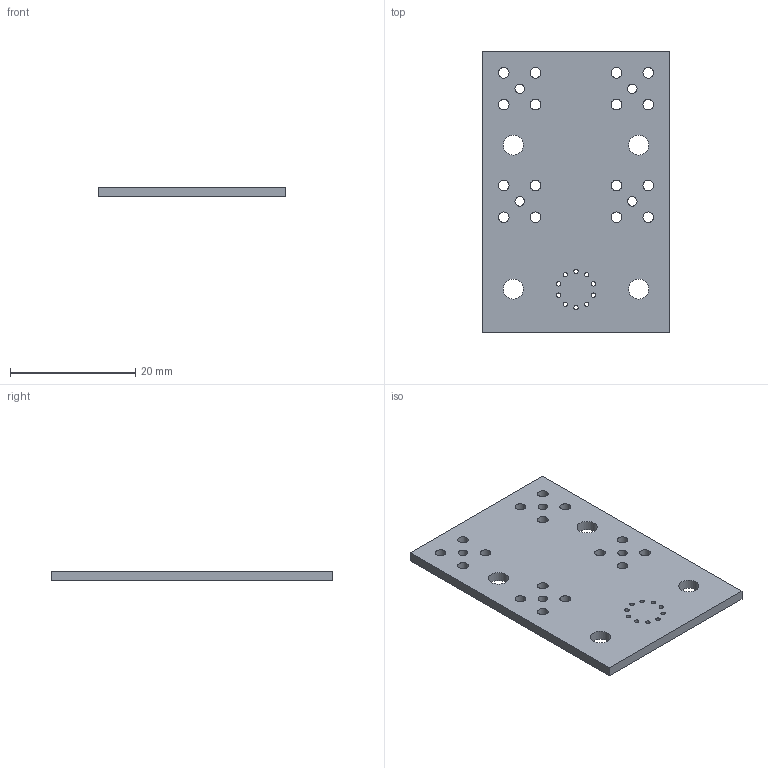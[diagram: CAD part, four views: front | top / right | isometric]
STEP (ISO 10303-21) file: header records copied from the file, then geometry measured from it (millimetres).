
FILE_DESCRIPTION(('KiCad electronic assembly'),'2;1');
FILE_NAME('QPD-A1.step','2023-04-03T13:08:21',('Pcbnew'),('Kicad'), 'Open CASCADE STEP processor 7.6','KiCad to STEP converter','Unknown' );
FILE_SCHEMA(('AUTOMOTIVE_DESIGN { 1 0 10303 214 1 1 1 1 }'));
Length unit declared in the file: millimetre
Products named in the file (2): QPD-A1 1; PCB
Assembly tree (1 placements, depth 2):
  QPD-A1 1
    PCB
Bounding box: 30 x 45 x 1.58 mm (x, y, z)
Volume: 2007.5 mm3; surface area: 3041.3 mm2
Topology: 1 solids, 1 shells, 40 faces, 114 edges, 76 vertices
Faces by surface type: cylinder 34, plane 6
Full cylindrical faces by diameter (mm): 0.7 x10, 1.5 x4, 1.7 x16, 3.2 x4
Entity records: 3215 total; most frequent: CARTESIAN_POINT 868, DIRECTION 426, ORIENTED_EDGE 228, PCURVE 228, DEFINITIONAL_REPRESENTATION 228, LINE 206, VECTOR 206, EDGE_CURVE 114
